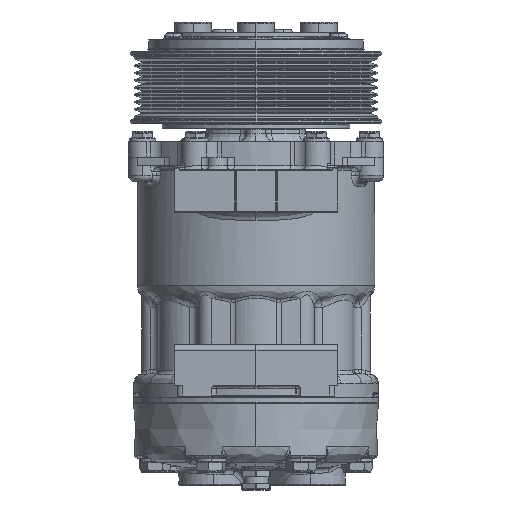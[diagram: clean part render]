
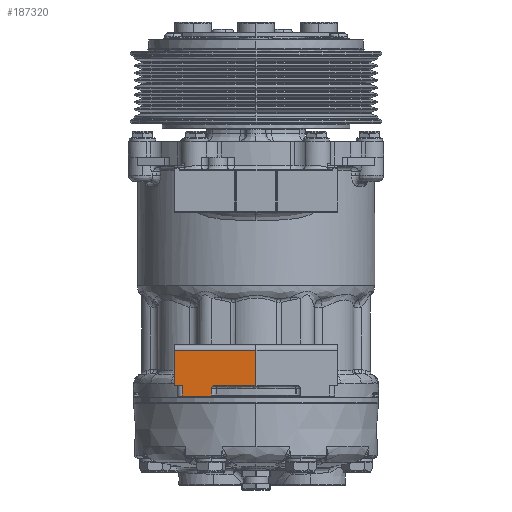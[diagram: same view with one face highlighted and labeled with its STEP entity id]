
A CAD part, front view. The second image highlights one B-rep face of the part: STEP entity #187320.
In plain terms, the highlighted planar face has unit normal (-0.049, -0.999, 0).
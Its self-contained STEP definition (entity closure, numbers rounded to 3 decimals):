
#20189 = EDGE_CURVE ( 'NONE', #20242, #20191, #145025, .T. ) ;
#20191 = VERTEX_POINT ( 'NONE', #145137 ) ;
#20234 = VERTEX_POINT ( 'NONE', #145346 ) ;
#20240 = EDGE_CURVE ( 'NONE', #20234, #20242, #145336, .T. ) ;
#20242 = VERTEX_POINT ( 'NONE', #145335 ) ;
#20386 = VERTEX_POINT ( 'NONE', #145840 ) ;
#20390 = EDGE_CURVE ( 'NONE', #20386, #20234, #145838, .T. ) ;
#21262 = EDGE_CURVE ( 'NONE', #20191, #21264, #148738, .T. ) ;
#21264 = VERTEX_POINT ( 'NONE', #148734 ) ;
#21281 = VERTEX_POINT ( 'NONE', #148826 ) ;
#21287 = EDGE_CURVE ( 'NONE', #21281, #21288, #148810, .T. ) ;
#21288 = VERTEX_POINT ( 'NONE', #148768 ) ;
#145025 = LINE ( 'NONE', #145034, #145140 ) ;
#145034 = CARTESIAN_POINT ( 'NONE',  ( -21.881, -73.933, 4.539 ) ) ;
#145137 = CARTESIAN_POINT ( 'NONE',  ( -21.961, -73.929, 1.499 ) ) ;
#145139 = DIRECTION ( 'NONE',  ( -0.026, 0.001, -1. ) ) ;
#145140 = VECTOR ( 'NONE', #145139, 1000. ) ;
#145335 = CARTESIAN_POINT ( 'NONE',  ( -21.881, -73.933, 4.539 ) ) ;
#145336 = B_SPLINE_CURVE_WITH_KNOTS ( 'NONE', 3,
 ( #145344, #145343, #145342, #145341, #145339, #145338, #145440, #145439, #145438, #145436, #145435, #145434, #145433, #145432, #145430, #145428, #145426, #145425, #145424 ),
 .UNSPECIFIED., .F., .F.,
 ( 4, 2, 2, 2, 1, 1, 1, 2, 2, 2, 4 ),
 ( 0., 0.25, 0.375, 0.438, 0.469, 0.484, 0.492, 0.496, 0.5, 0.75, 1. ),
 .UNSPECIFIED. ) ;
#145338 = CARTESIAN_POINT ( 'NONE',  ( -21.293, -73.961, 5.692 ) ) ;
#145339 = CARTESIAN_POINT ( 'NONE',  ( -21.194, -73.966, 5.763 ) ) ;
#145341 = CARTESIAN_POINT ( 'NONE',  ( -21.118, -73.97, 5.81 ) ) ;
#145342 = CARTESIAN_POINT ( 'NONE',  ( -20.857, -73.983, 5.936 ) ) ;
#145343 = CARTESIAN_POINT ( 'NONE',  ( -20.637, -73.993, 6. ) ) ;
#145344 = CARTESIAN_POINT ( 'NONE',  ( -20.382, -74.006, 6. ) ) ;
#145346 = CARTESIAN_POINT ( 'NONE',  ( -20.382, -74.006, 6. ) ) ;
#145424 = CARTESIAN_POINT ( 'NONE',  ( -21.881, -73.933, 4.539 ) ) ;
#145425 = CARTESIAN_POINT ( 'NONE',  ( -21.876, -73.933, 4.721 ) ) ;
#145426 = CARTESIAN_POINT ( 'NONE',  ( -21.838, -73.935, 4.908 ) ) ;
#145428 = CARTESIAN_POINT ( 'NONE',  ( -21.687, -73.942, 5.264 ) ) ;
#145430 = CARTESIAN_POINT ( 'NONE',  ( -21.574, -73.948, 5.432 ) ) ;
#145432 = CARTESIAN_POINT ( 'NONE',  ( -21.426, -73.955, 5.577 ) ) ;
#145433 = CARTESIAN_POINT ( 'NONE',  ( -21.425, -73.955, 5.577 ) ) ;
#145434 = CARTESIAN_POINT ( 'NONE',  ( -21.422, -73.955, 5.58 ) ) ;
#145435 = CARTESIAN_POINT ( 'NONE',  ( -21.418, -73.955, 5.584 ) ) ;
#145436 = CARTESIAN_POINT ( 'NONE',  ( -21.407, -73.956, 5.595 ) ) ;
#145438 = CARTESIAN_POINT ( 'NONE',  ( -21.385, -73.957, 5.615 ) ) ;
#145439 = CARTESIAN_POINT ( 'NONE',  ( -21.365, -73.958, 5.633 ) ) ;
#145440 = CARTESIAN_POINT ( 'NONE',  ( -21.323, -73.96, 5.668 ) ) ;
#145832 = DIRECTION ( 'NONE',  ( -0.999, 0.049, 0. ) ) ;
#145833 = VECTOR ( 'NONE', #145832, 1000. ) ;
#145836 = CARTESIAN_POINT ( 'NONE',  ( 0., -75., 6. ) ) ;
#145838 = LINE ( 'NONE', #145836, #145833 ) ;
#145840 = CARTESIAN_POINT ( 'NONE',  ( 0., -75., 6. ) ) ;
#146903 = DIRECTION ( 'NONE',  ( -0.999, 0.049, 0. ) ) ;
#146904 = VECTOR ( 'NONE', #146903, 1000. ) ;
#146906 = CARTESIAN_POINT ( 'NONE',  ( -22.487, -73.903, 1. ) ) ;
#146907 = LINE ( 'NONE', #146906, #146904 ) ;
#147759 = DIRECTION ( 'NONE',  ( -0.999, 0.049, 0. ) ) ;
#147760 = VECTOR ( 'NONE', #147759, 1000. ) ;
#147763 = CARTESIAN_POINT ( 'NONE',  ( -36.122, -73.238, 6. ) ) ;
#147764 = LINE ( 'NONE', #147763, #147760 ) ;
#148059 = DIRECTION ( 'NONE',  ( 0.999, -0.049, 0. ) ) ;
#148061 = VECTOR ( 'NONE', #148059, 1000. ) ;
#148063 = CARTESIAN_POINT ( 'NONE',  ( -40.363, -73.031, 23.5 ) ) ;
#148065 = LINE ( 'NONE', #148063, #148061 ) ;
#148104 = CARTESIAN_POINT ( 'NONE',  ( 0., -75., 23.5 ) ) ;
#148105 = DIRECTION ( 'NONE',  ( 0., 0., 1. ) ) ;
#148106 = VECTOR ( 'NONE', #148105, 1000. ) ;
#148108 = CARTESIAN_POINT ( 'NONE',  ( 0., -75., 1. ) ) ;
#148110 = LINE ( 'NONE', #148108, #148106 ) ;
#148138 = CARTESIAN_POINT ( 'NONE',  ( -40., -73.049, 6. ) ) ;
#148139 = CARTESIAN_POINT ( 'NONE',  ( -40., -73.049, 23.5 ) ) ;
#148140 = DIRECTION ( 'NONE',  ( 0., 0., -1. ) ) ;
#148141 = VECTOR ( 'NONE', #148140, 1000. ) ;
#148142 = CARTESIAN_POINT ( 'NONE',  ( -40., -73.049, 26. ) ) ;
#148143 = DIRECTION ( 'NONE',  ( -0.999, 0.049, 0. ) ) ;
#148145 = DIRECTION ( 'NONE',  ( 0.049, 0.999, 0. ) ) ;
#148147 = CARTESIAN_POINT ( 'NONE',  ( 0., -75., 1. ) ) ;
#148149 = AXIS2_PLACEMENT_3D ( 'NONE', #148147, #148145, #148143 ) ;
#148150 = PLANE ( 'NONE',  #148149 ) ;
#148151 = LINE ( 'NONE', #148142, #148141 ) ;
#148156 = FACE_OUTER_BOUND ( 'NONE', #187324, .T. ) ;
#148734 = CARTESIAN_POINT ( 'NONE',  ( -22.487, -73.903, 1. ) ) ;
#148735 = DIRECTION ( 'NONE',  ( -0.725, 0.035, -0.688 ) ) ;
#148736 = VECTOR ( 'NONE', #148735, 1000. ) ;
#148737 = CARTESIAN_POINT ( 'NONE',  ( -21.961, -73.929, 1.499 ) ) ;
#148738 = LINE ( 'NONE', #148737, #148736 ) ;
#148768 = CARTESIAN_POINT ( 'NONE',  ( -36.122, -73.238, 6. ) ) ;
#148805 = DIRECTION ( 'NONE',  ( 0., 0., 1. ) ) ;
#148806 = VECTOR ( 'NONE', #148805, 1000. ) ;
#148808 = CARTESIAN_POINT ( 'NONE',  ( -36.122, -73.238, 1. ) ) ;
#148810 = LINE ( 'NONE', #148808, #148806 ) ;
#148826 = CARTESIAN_POINT ( 'NONE',  ( -36.122, -73.238, 1. ) ) ;
#187161 = EDGE_CURVE ( 'NONE', #21288, #187331, #147764, .T. ) ;
#187167 = ORIENTED_EDGE ( 'NONE', *, *, #21287, .F. ) ;
#187171 = ORIENTED_EDGE ( 'NONE', *, *, #187173, .F. ) ;
#187173 = EDGE_CURVE ( 'NONE', #21264, #21281, #146907, .T. ) ;
#187177 = ORIENTED_EDGE ( 'NONE', *, *, #21262, .F. ) ;
#187179 = ORIENTED_EDGE ( 'NONE', *, *, #20189, .F. ) ;
#187281 = ORIENTED_EDGE ( 'NONE', *, *, #20240, .F. ) ;
#187283 = ORIENTED_EDGE ( 'NONE', *, *, #20390, .F. ) ;
#187284 = ORIENTED_EDGE ( 'NONE', *, *, #187286, .T. ) ;
#187286 = EDGE_CURVE ( 'NONE', #20386, #187288, #148110, .T. ) ;
#187288 = VERTEX_POINT ( 'NONE', #148104 ) ;
#187290 = ORIENTED_EDGE ( 'NONE', *, *, #187292, .F. ) ;
#187292 = EDGE_CURVE ( 'NONE', #187329, #187288, #148065, .T. ) ;
#187320 = ADVANCED_FACE ( 'NONE', ( #148156 ), #148150, .F. ) ;
#187324 = EDGE_LOOP ( 'NONE', ( #187326, #187333, #187167, #187171, #187177, #187179, #187281, #187283, #187284, #187290 ) ) ;
#187326 = ORIENTED_EDGE ( 'NONE', *, *, #187327, .T. ) ;
#187327 = EDGE_CURVE ( 'NONE', #187329, #187331, #148151, .T. ) ;
#187329 = VERTEX_POINT ( 'NONE', #148139 ) ;
#187331 = VERTEX_POINT ( 'NONE', #148138 ) ;
#187333 = ORIENTED_EDGE ( 'NONE', *, *, #187161, .F. ) ;
